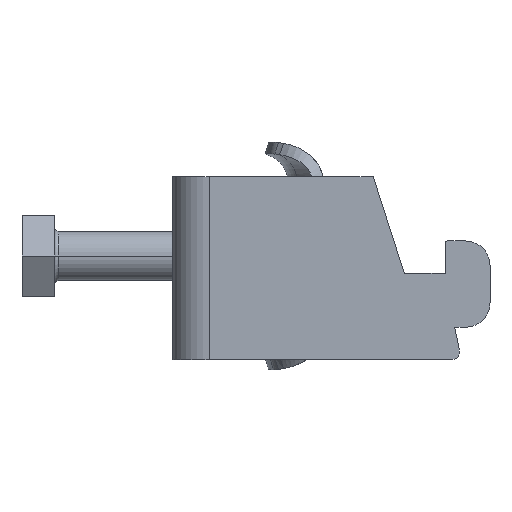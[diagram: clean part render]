
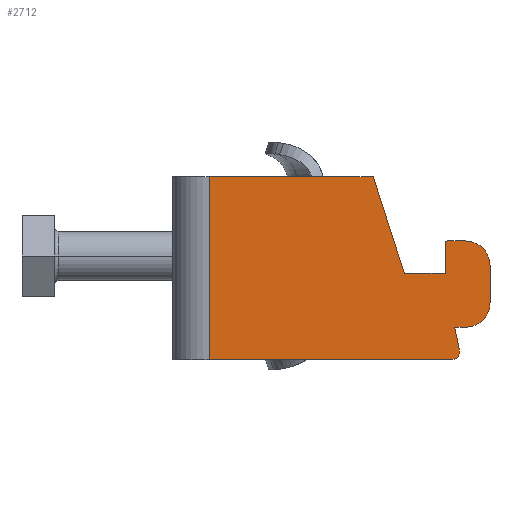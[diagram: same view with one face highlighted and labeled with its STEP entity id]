
A CAD part, left-side view. The second image highlights one B-rep face of the part: STEP entity #2712.
In plain terms, the highlighted planar face has unit normal (-1, 0, 0).
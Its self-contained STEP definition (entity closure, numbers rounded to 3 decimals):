
#19 = DIRECTION ( 'NONE',  ( 0., 0., -1. ) ) ;
#102 = ORIENTED_EDGE ( 'NONE', *, *, #894, .F. ) ;
#169 = DIRECTION ( 'NONE',  ( 0., 0., -1. ) ) ;
#217 = AXIS2_PLACEMENT_3D ( 'NONE', #2349, #1732, #5940 ) ;
#400 = VERTEX_POINT ( 'NONE', #1363 ) ;
#448 = DIRECTION ( 'NONE',  ( 0., 0., -1. ) ) ;
#529 = ORIENTED_EDGE ( 'NONE', *, *, #2835, .T. ) ;
#530 = CARTESIAN_POINT ( 'NONE',  ( -10., -36., 0.35 ) ) ;
#845 = ORIENTED_EDGE ( 'NONE', *, *, #4456, .T. ) ;
#873 = CARTESIAN_POINT ( 'NONE',  ( -10., -36.915, -26.549 ) ) ;
#894 = EDGE_CURVE ( 'NONE', #1495, #5688, #6463, .T. ) ;
#896 = EDGE_CURVE ( 'NONE', #2022, #4483, #5840, .T. ) ;
#1083 = AXIS2_PLACEMENT_3D ( 'NONE', #4207, #6661, #169 ) ;
#1108 = FACE_OUTER_BOUND ( 'NONE', #7381, .T. ) ;
#1275 = ORIENTED_EDGE ( 'NONE', *, *, #896, .T. ) ;
#1363 = CARTESIAN_POINT ( 'NONE',  ( -10., -34.65, -7.25 ) ) ;
#1455 = VECTOR ( 'NONE', #3731, 1000. ) ;
#1473 = ORIENTED_EDGE ( 'NONE', *, *, #1482, .T. ) ;
#1482 = EDGE_CURVE ( 'NONE', #3316, #1979, #2261, .T. ) ;
#1495 = VERTEX_POINT ( 'NONE', #5194 ) ;
#1624 = LINE ( 'NONE', #4417, #5351 ) ;
#1663 = CARTESIAN_POINT ( 'NONE',  ( -10., -84., 3.35 ) ) ;
#1732 = DIRECTION ( 'NONE',  ( 1., 0., 0. ) ) ;
#1762 = VECTOR ( 'NONE', #3471, 1000. ) ;
#1799 = EDGE_CURVE ( 'NONE', #4483, #6869, #6354, .T. ) ;
#1875 = VECTOR ( 'NONE', #4523, 1000. ) ;
#1979 = VERTEX_POINT ( 'NONE', #7126 ) ;
#2022 = VERTEX_POINT ( 'NONE', #4784 ) ;
#2066 = CARTESIAN_POINT ( 'NONE',  ( -10., -35.243, -10.042 ) ) ;
#2236 = DIRECTION ( 'NONE',  ( 0., 0.208, 0.978 ) ) ;
#2244 = DIRECTION ( 'NONE',  ( 0., 0., 1. ) ) ;
#2261 = LINE ( 'NONE', #7031, #6471 ) ;
#2349 = CARTESIAN_POINT ( 'NONE',  ( -10., -84., -11.25 ) ) ;
#2554 = EDGE_CURVE ( 'NONE', #6656, #1495, #1624, .T. ) ;
#2712 = ADVANCED_FACE ( 'NONE', ( #1108 ), #5871, .F. ) ;
#2826 = DIRECTION ( 'NONE',  ( 0., 1., 0. ) ) ;
#2835 = EDGE_CURVE ( 'NONE', #3765, #6931, #4791, .T. ) ;
#2883 = CARTESIAN_POINT ( 'NONE',  ( -10., -34.265, -11.25 ) ) ;
#2891 = CARTESIAN_POINT ( 'NONE',  ( -10., -33.8, 3.35 ) ) ;
#2947 = LINE ( 'NONE', #5313, #7667 ) ;
#3055 = ORIENTED_EDGE ( 'NONE', *, *, #6437, .T. ) ;
#3227 = EDGE_CURVE ( 'NONE', #5673, #6656, #4056, .T. ) ;
#3316 = VERTEX_POINT ( 'NONE', #4700 ) ;
#3322 = AXIS2_PLACEMENT_3D ( 'NONE', #5172, #4160, #4125 ) ;
#3336 = ORIENTED_EDGE ( 'NONE', *, *, #6394, .T. ) ;
#3401 = LINE ( 'NONE', #5756, #7087 ) ;
#3414 = EDGE_CURVE ( 'NONE', #400, #3765, #2947, .T. ) ;
#3471 = DIRECTION ( 'NONE',  ( 0., 0., -1. ) ) ;
#3540 = LINE ( 'NONE', #7079, #1762 ) ;
#3651 = LINE ( 'NONE', #6681, #1455 ) ;
#3731 = DIRECTION ( 'NONE',  ( 0., 1., 0. ) ) ;
#3749 = VECTOR ( 'NONE', #4019, 1000. ) ;
#3765 = VERTEX_POINT ( 'NONE', #4850 ) ;
#3799 = ORIENTED_EDGE ( 'NONE', *, *, #3227, .F. ) ;
#3888 = EDGE_CURVE ( 'NONE', #4742, #2022, #5931, .T. ) ;
#3913 = ORIENTED_EDGE ( 'NONE', *, *, #2554, .F. ) ;
#4019 = DIRECTION ( 'NONE',  ( 0., 1., 0. ) ) ;
#4056 = CIRCLE ( 'NONE', #3322, 1. ) ;
#4125 = DIRECTION ( 'NONE',  ( 0., 0., -1. ) ) ;
#4160 = DIRECTION ( 'NONE',  ( 1., 0., 0. ) ) ;
#4180 = DIRECTION ( 'NONE',  ( -1., 0., 0. ) ) ;
#4207 = CARTESIAN_POINT ( 'NONE',  ( -10., -36., -4.25 ) ) ;
#4264 = ORIENTED_EDGE ( 'NONE', *, *, #7546, .T. ) ;
#4417 = CARTESIAN_POINT ( 'NONE',  ( -10., -84., -11.25 ) ) ;
#4456 = EDGE_CURVE ( 'NONE', #6931, #4742, #6384, .T. ) ;
#4483 = VERTEX_POINT ( 'NONE', #2891 ) ;
#4523 = DIRECTION ( 'NONE',  ( 0., 0.309, 0.951 ) ) ;
#4680 = ORIENTED_EDGE ( 'NONE', *, *, #1799, .T. ) ;
#4700 = CARTESIAN_POINT ( 'NONE',  ( -10., -33.5, -0.65 ) ) ;
#4742 = VERTEX_POINT ( 'NONE', #5025 ) ;
#4784 = CARTESIAN_POINT ( 'NONE',  ( -10., -36., 3.35 ) ) ;
#4791 = CIRCLE ( 'NONE', #1083, 3. ) ;
#4819 = EDGE_CURVE ( 'NONE', #1979, #7652, #6854, .T. ) ;
#4850 = CARTESIAN_POINT ( 'NONE',  ( -10., -36., -7.25 ) ) ;
#5016 = CARTESIAN_POINT ( 'NONE',  ( -10., -39., -4.25 ) ) ;
#5025 = CARTESIAN_POINT ( 'NONE',  ( -10., -39., 0.35 ) ) ;
#5144 = DIRECTION ( 'NONE',  ( 0., 1., 0. ) ) ;
#5172 = CARTESIAN_POINT ( 'NONE',  ( -10., -34.265, -10.25 ) ) ;
#5194 = CARTESIAN_POINT ( 'NONE',  ( -10., -4.5, -11.25 ) ) ;
#5313 = CARTESIAN_POINT ( 'NONE',  ( -10., -84., -7.25 ) ) ;
#5351 = VECTOR ( 'NONE', #5144, 1000. ) ;
#5475 = CARTESIAN_POINT ( 'NONE',  ( -10., -33.5, 3.05 ) ) ;
#5673 = VERTEX_POINT ( 'NONE', #2066 ) ;
#5688 = VERTEX_POINT ( 'NONE', #6762 ) ;
#5710 = ORIENTED_EDGE ( 'NONE', *, *, #3888, .T. ) ;
#5756 = CARTESIAN_POINT ( 'NONE',  ( -10., -37.597, -21.113 ) ) ;
#5840 = LINE ( 'NONE', #1663, #3749 ) ;
#5871 = PLANE ( 'NONE',  #217 ) ;
#5906 = CARTESIAN_POINT ( 'NONE',  ( -10., -39., -11.25 ) ) ;
#5931 = CIRCLE ( 'NONE', #7694, 3. ) ;
#5940 = DIRECTION ( 'NONE',  ( 0., 0., -1. ) ) ;
#5978 = ORIENTED_EDGE ( 'NONE', *, *, #3414, .T. ) ;
#6228 = VECTOR ( 'NONE', #2244, 1000. ) ;
#6351 = DIRECTION ( 'NONE',  ( -1., 0., 0. ) ) ;
#6354 = CIRCLE ( 'NONE', #7102, 0.3 ) ;
#6384 = LINE ( 'NONE', #5906, #7210 ) ;
#6394 = EDGE_CURVE ( 'NONE', #5673, #400, #3401, .T. ) ;
#6415 = DIRECTION ( 'NONE',  ( 0., -1., 0. ) ) ;
#6437 = EDGE_CURVE ( 'NONE', #6869, #3316, #3540, .T. ) ;
#6463 = LINE ( 'NONE', #7680, #6228 ) ;
#6471 = VECTOR ( 'NONE', #2826, 1000. ) ;
#6576 = DIRECTION ( 'NONE',  ( 0., 0., 1. ) ) ;
#6656 = VERTEX_POINT ( 'NONE', #2883 ) ;
#6661 = DIRECTION ( 'NONE',  ( -1., 0., 0. ) ) ;
#6681 = CARTESIAN_POINT ( 'NONE',  ( -10., -84., 11.25 ) ) ;
#6762 = CARTESIAN_POINT ( 'NONE',  ( -10., -4.5, 11.25 ) ) ;
#6834 = CARTESIAN_POINT ( 'NONE',  ( -10., -24.633, 11.25 ) ) ;
#6854 = LINE ( 'NONE', #873, #1875 ) ;
#6862 = CARTESIAN_POINT ( 'NONE',  ( -10., -33.8, 3.05 ) ) ;
#6869 = VERTEX_POINT ( 'NONE', #5475 ) ;
#6931 = VERTEX_POINT ( 'NONE', #5016 ) ;
#7031 = CARTESIAN_POINT ( 'NONE',  ( -10., -84., -0.65 ) ) ;
#7079 = CARTESIAN_POINT ( 'NONE',  ( -10., -33.5, -11.25 ) ) ;
#7087 = VECTOR ( 'NONE', #2236, 1000. ) ;
#7102 = AXIS2_PLACEMENT_3D ( 'NONE', #6862, #6351, #448 ) ;
#7126 = CARTESIAN_POINT ( 'NONE',  ( -10., -28.5, -0.65 ) ) ;
#7210 = VECTOR ( 'NONE', #6576, 1000. ) ;
#7381 = EDGE_LOOP ( 'NONE', ( #3799, #3336, #5978, #529, #845, #5710, #1275, #4680, #3055, #1473, #7456, #4264, #102, #3913 ) ) ;
#7456 = ORIENTED_EDGE ( 'NONE', *, *, #4819, .T. ) ;
#7546 = EDGE_CURVE ( 'NONE', #7652, #5688, #3651, .T. ) ;
#7652 = VERTEX_POINT ( 'NONE', #6834 ) ;
#7667 = VECTOR ( 'NONE', #6415, 1000. ) ;
#7680 = CARTESIAN_POINT ( 'NONE',  ( -10., -4.5, -11.25 ) ) ;
#7694 = AXIS2_PLACEMENT_3D ( 'NONE', #530, #4180, #19 ) ;
